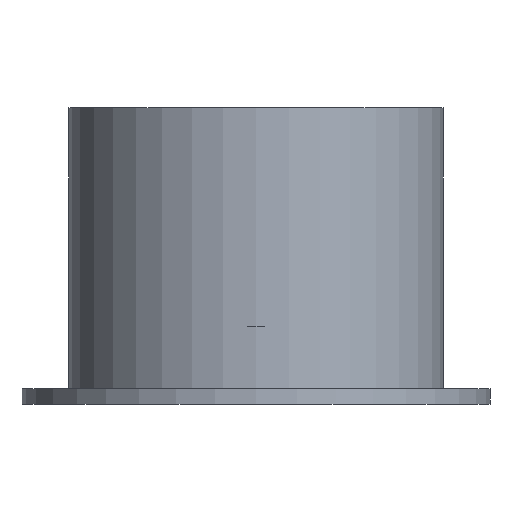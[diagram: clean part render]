
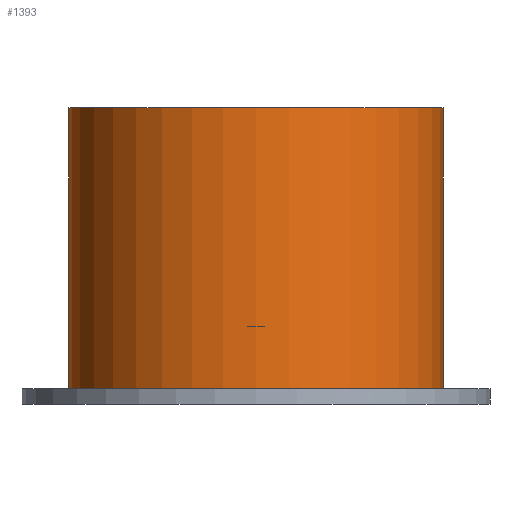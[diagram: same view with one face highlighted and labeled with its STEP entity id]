
A CAD part, front view. The second image highlights one B-rep face of the part: STEP entity #1393.
In plain terms, the highlighted cylindrical face has radius 12 mm (diameter 24 mm), a partial arc.
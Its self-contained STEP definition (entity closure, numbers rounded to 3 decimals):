
#35 = VERTEX_POINT ( 'NONE', #325 ) ;
#36 = AXIS2_PLACEMENT_3D ( 'NONE', #199, #1104, #93 ) ;
#60 = EDGE_LOOP ( 'NONE', ( #955, #827, #405, #766 ) ) ;
#89 = DIRECTION ( 'NONE',  ( 0., 0., -1. ) ) ;
#93 = DIRECTION ( 'NONE',  ( 1., 0., 0. ) ) ;
#152 = AXIS2_PLACEMENT_3D ( 'NONE', #913, #1460, #885 ) ;
#199 = CARTESIAN_POINT ( 'NONE',  ( 0., 0., 0. ) ) ;
#325 = CARTESIAN_POINT ( 'NONE',  ( 12., 0., 0. ) ) ;
#405 = ORIENTED_EDGE ( 'NONE', *, *, #1267, .T. ) ;
#436 = VECTOR ( 'NONE', #89, 1000. ) ;
#447 = CARTESIAN_POINT ( 'NONE',  ( 12., 0., 18. ) ) ;
#530 = FACE_OUTER_BOUND ( 'NONE', #60, .T. ) ;
#544 = EDGE_CURVE ( 'NONE', #1415, #35, #1076, .T. ) ;
#682 = EDGE_CURVE ( 'NONE', #1294, #1180, #898, .T. ) ;
#759 = CARTESIAN_POINT ( 'NONE',  ( -12., 0., 0. ) ) ;
#766 = ORIENTED_EDGE ( 'NONE', *, *, #544, .T. ) ;
#827 = ORIENTED_EDGE ( 'NONE', *, *, #682, .F. ) ;
#853 = AXIS2_PLACEMENT_3D ( 'NONE', #1115, #987, #879 ) ;
#879 = DIRECTION ( 'NONE',  ( -1., 0., 0. ) ) ;
#885 = DIRECTION ( 'NONE',  ( 1., 0., 0. ) ) ;
#898 = CIRCLE ( 'NONE', #152, 12. ) ;
#913 = CARTESIAN_POINT ( 'NONE',  ( 0., 0., 18. ) ) ;
#931 = VECTOR ( 'NONE', #1465, 1000. ) ;
#955 = ORIENTED_EDGE ( 'NONE', *, *, #1391, .F. ) ;
#987 = DIRECTION ( 'NONE',  ( 0., 0., -1. ) ) ;
#1008 = CYLINDRICAL_SURFACE ( 'NONE', #853, 12. ) ;
#1076 = CIRCLE ( 'NONE', #36, 12. ) ;
#1104 = DIRECTION ( 'NONE',  ( 0., 0., 1. ) ) ;
#1115 = CARTESIAN_POINT ( 'NONE',  ( 0., 0., 18. ) ) ;
#1122 = LINE ( 'NONE', #1224, #931 ) ;
#1180 = VERTEX_POINT ( 'NONE', #447 ) ;
#1214 = CARTESIAN_POINT ( 'NONE',  ( -12., 0., 18. ) ) ;
#1224 = CARTESIAN_POINT ( 'NONE',  ( 12., 0., 18. ) ) ;
#1267 = EDGE_CURVE ( 'NONE', #1294, #1415, #1425, .T. ) ;
#1294 = VERTEX_POINT ( 'NONE', #1327 ) ;
#1327 = CARTESIAN_POINT ( 'NONE',  ( -12., 0., 18. ) ) ;
#1391 = EDGE_CURVE ( 'NONE', #1180, #35, #1122, .T. ) ;
#1393 = ADVANCED_FACE ( 'NONE', ( #530 ), #1008, .T. ) ;
#1415 = VERTEX_POINT ( 'NONE', #759 ) ;
#1425 = LINE ( 'NONE', #1214, #436 ) ;
#1460 = DIRECTION ( 'NONE',  ( 0., 0., 1. ) ) ;
#1465 = DIRECTION ( 'NONE',  ( 0., 0., -1. ) ) ;
